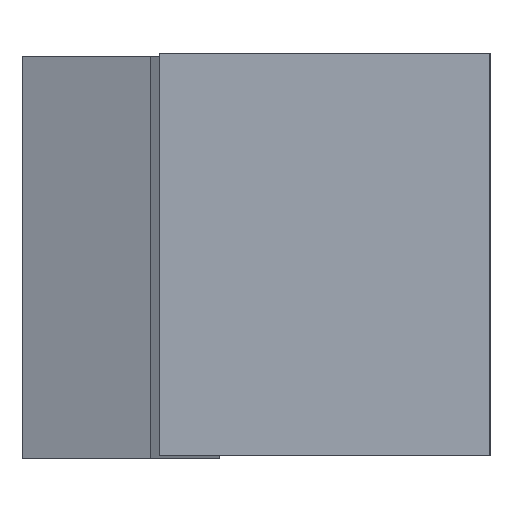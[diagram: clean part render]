
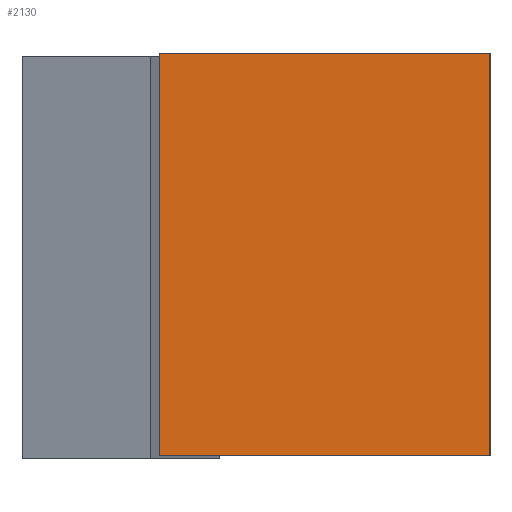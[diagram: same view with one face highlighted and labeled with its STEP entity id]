
A CAD part, left-side view. The second image highlights one B-rep face of the part: STEP entity #2130.
In plain terms, the highlighted planar face has unit normal (-1, 0, 0).
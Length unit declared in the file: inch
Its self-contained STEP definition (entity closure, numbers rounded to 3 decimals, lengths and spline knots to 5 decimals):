
#7 = CARTESIAN_POINT ( 'NONE',  ( -1.25, 0.615, 0.375 ) ) ;
#31 = DIRECTION ( 'NONE',  ( 0., 0., -1. ) ) ;
#154 = CARTESIAN_POINT ( 'NONE',  ( -1.25, 0.615, -0.375 ) ) ;
#462 = DIRECTION ( 'NONE',  ( 0., 0., 1. ) ) ;
#511 = ORIENTED_EDGE ( 'NONE', *, *, #2977, .T. ) ;
#576 = CARTESIAN_POINT ( 'NONE',  ( -1.25, 0., -0.375 ) ) ;
#606 = ORIENTED_EDGE ( 'NONE', *, *, #1681, .F. ) ;
#805 = VERTEX_POINT ( 'NONE', #3669 ) ;
#965 = LINE ( 'NONE', #4018, #2156 ) ;
#1000 = LINE ( 'NONE', #154, #4587 ) ;
#1573 = EDGE_LOOP ( 'NONE', ( #2721, #3278, #606, #511 ) ) ;
#1681 = EDGE_CURVE ( 'NONE', #2001, #4219, #4658, .T. ) ;
#1847 = CARTESIAN_POINT ( 'NONE',  ( -1.25, 0.615, 0.375 ) ) ;
#2001 = VERTEX_POINT ( 'NONE', #4313 ) ;
#2130 = ADVANCED_FACE ( 'NONE', ( #3919 ), #4343, .F. ) ;
#2156 = VECTOR ( 'NONE', #3652, 39.37008 ) ;
#2201 = DIRECTION ( 'NONE',  ( 1., 0., 0. ) ) ;
#2245 = LINE ( 'NONE', #7, #4138 ) ;
#2315 = DIRECTION ( 'NONE',  ( 0., -1., 0. ) ) ;
#2721 = ORIENTED_EDGE ( 'NONE', *, *, #4093, .T. ) ;
#2977 = EDGE_CURVE ( 'NONE', #2001, #3464, #1000, .T. ) ;
#3196 = EDGE_CURVE ( 'NONE', #4219, #805, #2245, .T. ) ;
#3224 = DIRECTION ( 'NONE',  ( 0., -1., 0. ) ) ;
#3278 = ORIENTED_EDGE ( 'NONE', *, *, #3196, .F. ) ;
#3355 = CARTESIAN_POINT ( 'NONE',  ( -1.25, 0.615, 0.375 ) ) ;
#3464 = VERTEX_POINT ( 'NONE', #576 ) ;
#3652 = DIRECTION ( 'NONE',  ( 0., 0., 1. ) ) ;
#3669 = CARTESIAN_POINT ( 'NONE',  ( -1.25, 0., 0.375 ) ) ;
#3752 = VECTOR ( 'NONE', #462, 39.37008 ) ;
#3858 = AXIS2_PLACEMENT_3D ( 'NONE', #1847, #2201, #31 ) ;
#3919 = FACE_OUTER_BOUND ( 'NONE', #1573, .T. ) ;
#4018 = CARTESIAN_POINT ( 'NONE',  ( -1.25, 0., 0.375 ) ) ;
#4035 = CARTESIAN_POINT ( 'NONE',  ( -1.25, 0.615, 0.375 ) ) ;
#4093 = EDGE_CURVE ( 'NONE', #3464, #805, #965, .T. ) ;
#4138 = VECTOR ( 'NONE', #3224, 39.37008 ) ;
#4219 = VERTEX_POINT ( 'NONE', #3355 ) ;
#4313 = CARTESIAN_POINT ( 'NONE',  ( -1.25, 0.615, -0.375 ) ) ;
#4343 = PLANE ( 'NONE',  #3858 ) ;
#4587 = VECTOR ( 'NONE', #2315, 39.37008 ) ;
#4658 = LINE ( 'NONE', #4035, #3752 ) ;
